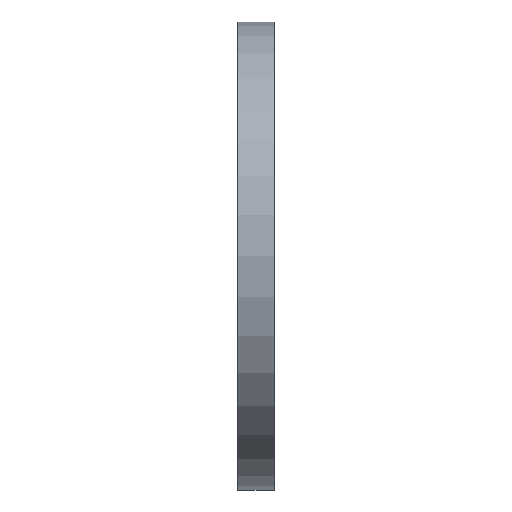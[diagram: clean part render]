
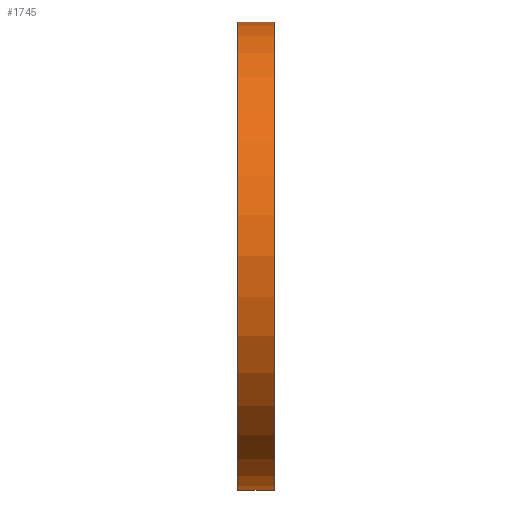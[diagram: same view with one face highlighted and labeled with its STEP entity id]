
A CAD part, left-side view. The second image highlights one B-rep face of the part: STEP entity #1745.
In plain terms, the highlighted cylindrical face has radius 177.8 mm (diameter 355.6 mm), a partial arc.
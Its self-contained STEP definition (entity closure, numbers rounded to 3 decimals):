
#122 = CARTESIAN_POINT ( 'NONE',  ( 0., -20.091, -177.8 ) ) ;
#440 = VERTEX_POINT ( 'NONE', #3249 ) ;
#559 = AXIS2_PLACEMENT_3D ( 'NONE', #2640, #3491, #2701 ) ;
#583 = ORIENTED_EDGE ( 'NONE', *, *, #2956, .T. ) ;
#788 = VERTEX_POINT ( 'NONE', #1630 ) ;
#797 = DIRECTION ( 'NONE',  ( 0., -1., 0. ) ) ;
#1011 = DIRECTION ( 'NONE',  ( 0., -1., 0. ) ) ;
#1211 = CYLINDRICAL_SURFACE ( 'NONE', #4429, 177.8 ) ;
#1288 = ORIENTED_EDGE ( 'NONE', *, *, #3583, .T. ) ;
#1334 = DIRECTION ( 'NONE',  ( 0., 1., 0. ) ) ;
#1630 = CARTESIAN_POINT ( 'NONE',  ( 0., 27.9, -177.8 ) ) ;
#1745 = ADVANCED_FACE ( 'NONE', ( #3121 ), #1211, .T. ) ;
#1812 = LINE ( 'NONE', #3284, #2447 ) ;
#2348 = DIRECTION ( 'NONE',  ( 0., -1., 0. ) ) ;
#2447 = VECTOR ( 'NONE', #2348, 1000. ) ;
#2640 = CARTESIAN_POINT ( 'NONE',  ( 0., 27.9, 0. ) ) ;
#2701 = DIRECTION ( 'NONE',  ( 0., 0., -1. ) ) ;
#2851 = AXIS2_PLACEMENT_3D ( 'NONE', #3097, #1334, #3970 ) ;
#2956 = EDGE_CURVE ( 'NONE', #5594, #788, #3999, .T. ) ;
#2960 = EDGE_CURVE ( 'NONE', #3173, #440, #5412, .T. ) ;
#3097 = CARTESIAN_POINT ( 'NONE',  ( 0., 0.5, 0. ) ) ;
#3106 = ORIENTED_EDGE ( 'NONE', *, *, #4088, .F. ) ;
#3121 = FACE_OUTER_BOUND ( 'NONE', #5808, .T. ) ;
#3173 = VERTEX_POINT ( 'NONE', #3880 ) ;
#3249 = CARTESIAN_POINT ( 'NONE',  ( 0., 0.5, 177.8 ) ) ;
#3284 = CARTESIAN_POINT ( 'NONE',  ( 0., -20.091, 177.8 ) ) ;
#3372 = LINE ( 'NONE', #122, #3608 ) ;
#3491 = DIRECTION ( 'NONE',  ( 0., -1., 0. ) ) ;
#3550 = DIRECTION ( 'NONE',  ( 0., 0., -1. ) ) ;
#3583 = EDGE_CURVE ( 'NONE', #788, #3173, #3372, .T. ) ;
#3608 = VECTOR ( 'NONE', #1011, 1000. ) ;
#3880 = CARTESIAN_POINT ( 'NONE',  ( 0., 0.5, -177.8 ) ) ;
#3970 = DIRECTION ( 'NONE',  ( 0., 0., 1. ) ) ;
#3999 = CIRCLE ( 'NONE', #559, 177.8 ) ;
#4088 = EDGE_CURVE ( 'NONE', #5594, #440, #1812, .T. ) ;
#4429 = AXIS2_PLACEMENT_3D ( 'NONE', #4885, #797, #3550 ) ;
#4812 = ORIENTED_EDGE ( 'NONE', *, *, #2960, .T. ) ;
#4885 = CARTESIAN_POINT ( 'NONE',  ( 0., -20.091, 0. ) ) ;
#4934 = CARTESIAN_POINT ( 'NONE',  ( 0., 27.9, 177.8 ) ) ;
#5412 = CIRCLE ( 'NONE', #2851, 177.8 ) ;
#5594 = VERTEX_POINT ( 'NONE', #4934 ) ;
#5808 = EDGE_LOOP ( 'NONE', ( #3106, #583, #1288, #4812 ) ) ;
